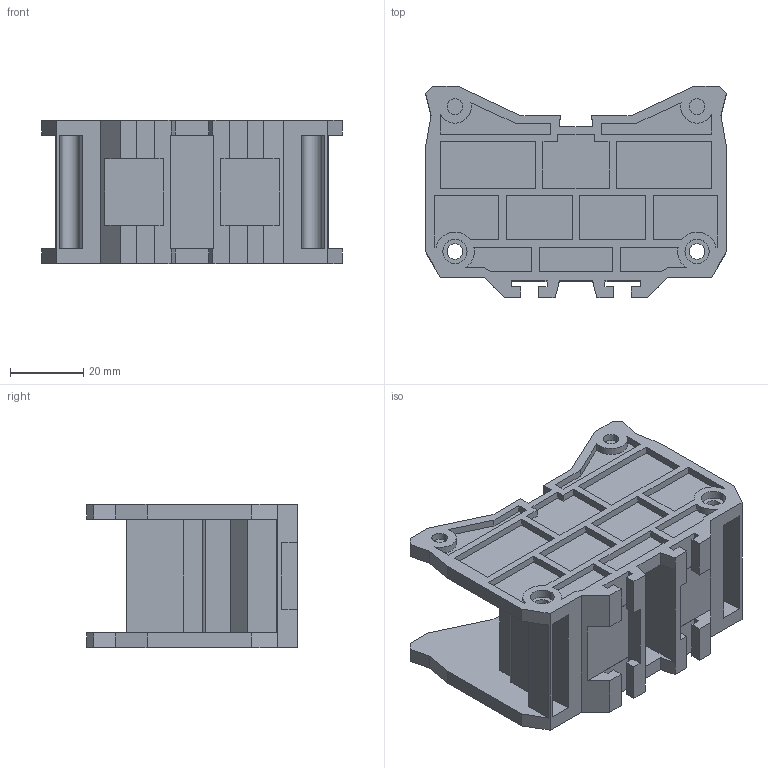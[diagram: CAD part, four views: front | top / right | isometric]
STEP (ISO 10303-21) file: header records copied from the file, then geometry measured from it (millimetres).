
FILE_DESCRIPTION((''),'2;1');
FILE_NAME('UTD-200','2022-07-15T15:26:53',('Administrator'),(''),'CREO PARAMETRIC BY PTC INC, 2016510','CREO PARAMETRIC BY PTC INC, 2016510','');
FILE_SCHEMA(('CONFIG_CONTROL_DESIGN','SHAPE_APPEARANCE_LAYERS_GROUPS'));
Length unit declared in the file: millimetre
Products named in the file (1): UTD-200
Bounding box: 82 x 57.5 x 39 mm (x, y, z)
Volume: 72090.3 mm3; surface area: 29941.9 mm2
Topology: 1 solids, 1 shells, 326 faces, 872 edges, 584 vertices
Faces by surface type: plane 282, cylinder 44
Entity records: 10167 total; most frequent: CARTESIAN_POINT 1782, ORIENTED_EDGE 1744, DIRECTION 1628, EDGE_CURVE 872, VECTOR 768, LINE 768, VERTEX_POINT 584, AXIS2_PLACEMENT_3D 430
